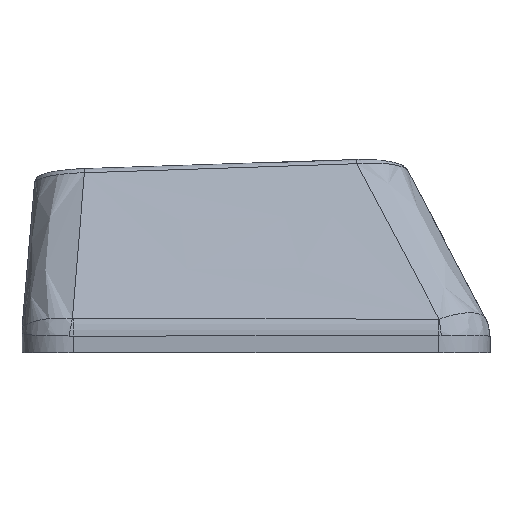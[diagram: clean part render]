
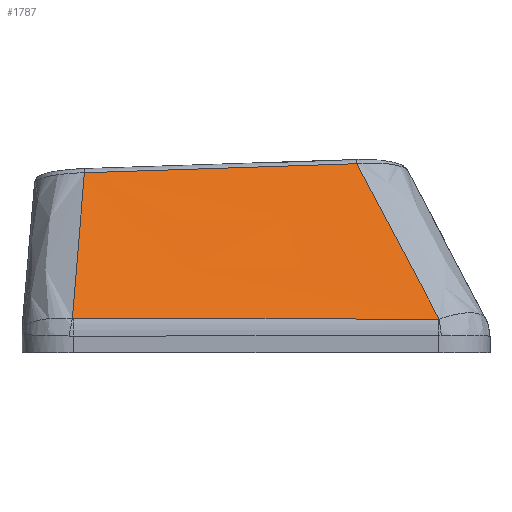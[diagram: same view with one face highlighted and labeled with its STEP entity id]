
A CAD part, left-side view. The second image highlights one B-rep face of the part: STEP entity #1787.
In plain terms, the highlighted free-form (B-spline) face has degree [3, 3] with [4, 4] control points.
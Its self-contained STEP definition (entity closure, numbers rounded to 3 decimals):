
#254=FACE_OUTER_BOUND('',#345,.T.);
#345=EDGE_LOOP('',(#1450,#1451,#1452,#1453,#1454,#1455));
#514=B_SPLINE_CURVE_WITH_KNOTS('',3,(#3625,#3626,#3627,#3628),
 .UNSPECIFIED.,.F.,.F.,(4,4),(0.,0.003),
 .UNSPECIFIED.);
#515=B_SPLINE_CURVE_WITH_KNOTS('',3,(#3646,#3647,#3648,#3649),
 .UNSPECIFIED.,.F.,.F.,(4,4),(-1.416,0.),.UNSPECIFIED.);
#518=B_SPLINE_CURVE_WITH_KNOTS('',3,(#3679,#3680,#3681,#3682),
 .UNSPECIFIED.,.F.,.F.,(4,4),(0.,0.004),
 .UNSPECIFIED.);
#529=B_SPLINE_CURVE_WITH_KNOTS('',3,(#3910,#3911,#3912,#3913),
 .UNSPECIFIED.,.F.,.F.,(4,4),(0.027,0.767),
 .UNSPECIFIED.);
#537=B_SPLINE_CURVE_WITH_KNOTS('',3,(#4166,#4167,#4168,#4169),
 .UNSPECIFIED.,.F.,.F.,(4,4),(0.,1.057),.UNSPECIFIED.);
#540=B_SPLINE_CURVE_WITH_KNOTS('',3,(#4248,#4249,#4250,#4251),
 .UNSPECIFIED.,.F.,.F.,(4,4),(-0.658,-0.022),
 .UNSPECIFIED.);
#716=VERTEX_POINT('',#3587);
#718=VERTEX_POINT('',#3618);
#720=VERTEX_POINT('',#3645);
#722=VERTEX_POINT('',#3672);
#738=VERTEX_POINT('',#3903);
#756=VERTEX_POINT('',#4164);
#950=EDGE_CURVE('',#716,#718,#514,.T.);
#951=EDGE_CURVE('',#718,#720,#515,.T.);
#956=EDGE_CURVE('',#720,#722,#518,.T.);
#982=EDGE_CURVE('',#738,#716,#529,.T.);
#1010=EDGE_CURVE('',#756,#738,#537,.T.);
#1014=EDGE_CURVE('',#722,#756,#540,.T.);
#1450=ORIENTED_EDGE('',*,*,#950,.F.);
#1451=ORIENTED_EDGE('',*,*,#982,.F.);
#1452=ORIENTED_EDGE('',*,*,#1010,.F.);
#1453=ORIENTED_EDGE('',*,*,#1014,.F.);
#1454=ORIENTED_EDGE('',*,*,#956,.F.);
#1455=ORIENTED_EDGE('',*,*,#951,.F.);
#1724=B_SPLINE_SURFACE_WITH_KNOTS('',3,3,((#4232,#4233,#4234,#4235),(#4236,
#4237,#4238,#4239),(#4240,#4241,#4242,#4243),(#4244,#4245,#4246,#4247)),
 .UNSPECIFIED.,.F.,.F.,.F.,(4,4),(4,4),(0.107,0.899),
(0.032,0.954),.UNSPECIFIED.);
#1787=ADVANCED_FACE('',(#254),#1724,.F.);
#3587=CARTESIAN_POINT('',(-13.698,-7.108,0.306));
#3618=CARTESIAN_POINT('',(-13.699,-7.08,0.305));
#3625=CARTESIAN_POINT('Ctrl Pts',(-13.698,-7.108,0.306));
#3626=CARTESIAN_POINT('Ctrl Pts',(-13.698,-7.099,0.305));
#3627=CARTESIAN_POINT('Ctrl Pts',(-13.699,-7.089,0.305));
#3628=CARTESIAN_POINT('Ctrl Pts',(-13.699,-7.08,0.305));
#3645=CARTESIAN_POINT('',(-13.682,7.081,0.319));
#3646=CARTESIAN_POINT('Ctrl Pts',(-13.699,-7.08,0.305));
#3647=CARTESIAN_POINT('Ctrl Pts',(-13.694,-2.359,0.309));
#3648=CARTESIAN_POINT('Ctrl Pts',(-13.688,2.361,0.314));
#3649=CARTESIAN_POINT('Ctrl Pts',(-13.682,7.081,0.319));
#3672=CARTESIAN_POINT('',(-13.68,7.125,0.322));
#3679=CARTESIAN_POINT('Ctrl Pts',(-13.682,7.081,0.319));
#3680=CARTESIAN_POINT('Ctrl Pts',(-13.682,7.096,0.319));
#3681=CARTESIAN_POINT('Ctrl Pts',(-13.682,7.111,0.32));
#3682=CARTESIAN_POINT('Ctrl Pts',(-13.68,7.125,0.322));
#3903=CARTESIAN_POINT('',(-10.837,-3.902,6.333));
#3910=CARTESIAN_POINT('Ctrl Pts',(-10.837,-3.902,6.333));
#3911=CARTESIAN_POINT('Ctrl Pts',(-11.793,-4.973,4.325));
#3912=CARTESIAN_POINT('Ctrl Pts',(-12.746,-6.041,2.316));
#3913=CARTESIAN_POINT('Ctrl Pts',(-13.698,-7.108,0.306));
#4164=CARTESIAN_POINT('',(-10.83,6.659,5.983));
#4166=CARTESIAN_POINT('Ctrl Pts',(-10.83,6.659,5.983));
#4167=CARTESIAN_POINT('Ctrl Pts',(-10.833,3.139,6.1));
#4168=CARTESIAN_POINT('Ctrl Pts',(-10.835,-0.382,
6.217));
#4169=CARTESIAN_POINT('Ctrl Pts',(-10.837,-3.902,6.333));
#4232=CARTESIAN_POINT('Ctrl Pts',(-10.83,7.031,5.97));
#4233=CARTESIAN_POINT('Ctrl Pts',(-11.786,7.062,4.075));
#4234=CARTESIAN_POINT('Ctrl Pts',(-12.743,7.094,2.181));
#4235=CARTESIAN_POINT('Ctrl Pts',(-13.699,7.125,0.286));
#4236=CARTESIAN_POINT('Ctrl Pts',(-10.83,3.264,6.1));
#4237=CARTESIAN_POINT('Ctrl Pts',(-11.786,2.97,4.164));
#4238=CARTESIAN_POINT('Ctrl Pts',(-12.743,2.675,2.228));
#4239=CARTESIAN_POINT('Ctrl Pts',(-13.699,2.381,0.292));
#4240=CARTESIAN_POINT('Ctrl Pts',(-10.83,-0.502,6.23));
#4241=CARTESIAN_POINT('Ctrl Pts',(-11.786,-1.123,4.253));
#4242=CARTESIAN_POINT('Ctrl Pts',(-12.743,-1.744,2.276));
#4243=CARTESIAN_POINT('Ctrl Pts',(-13.699,-2.364,0.298));
#4244=CARTESIAN_POINT('Ctrl Pts',(-10.83,-4.269,6.36));
#4245=CARTESIAN_POINT('Ctrl Pts',(-11.786,-5.216,4.342));
#4246=CARTESIAN_POINT('Ctrl Pts',(-12.743,-6.162,2.323));
#4247=CARTESIAN_POINT('Ctrl Pts',(-13.699,-7.109,0.305));
#4248=CARTESIAN_POINT('Ctrl Pts',(-13.68,7.125,0.322));
#4249=CARTESIAN_POINT('Ctrl Pts',(-12.728,6.968,2.209));
#4250=CARTESIAN_POINT('Ctrl Pts',(-11.778,6.812,4.095));
#4251=CARTESIAN_POINT('Ctrl Pts',(-10.83,6.659,5.983));
